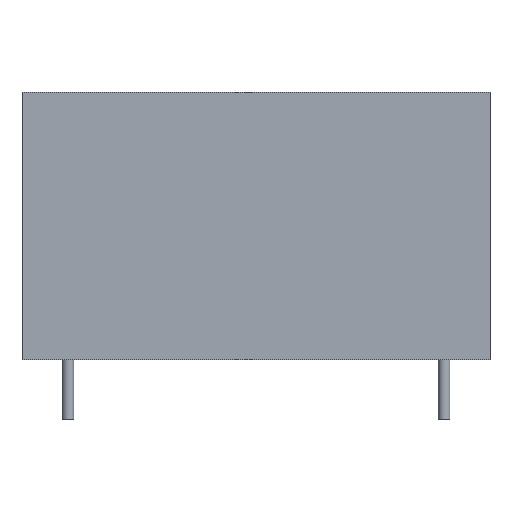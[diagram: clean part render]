
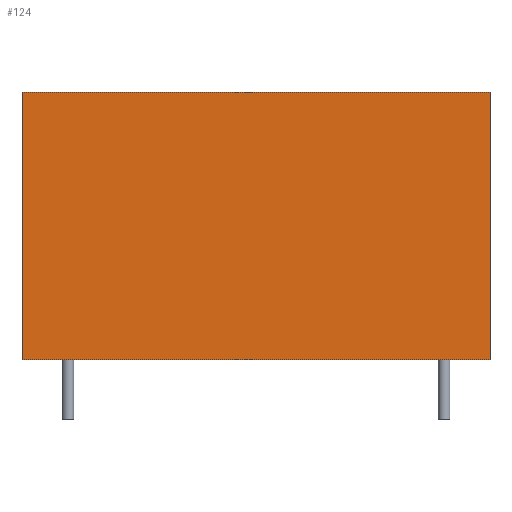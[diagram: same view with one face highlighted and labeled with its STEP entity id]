
A CAD part, front view. The second image highlights one B-rep face of the part: STEP entity #124.
In plain terms, the highlighted planar face has unit normal (0, -1, 0).
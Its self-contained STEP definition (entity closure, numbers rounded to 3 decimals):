
#13 = LINE ( 'NONE', #449, #106 ) ;
#19 = CARTESIAN_POINT ( 'NONE',  ( -14., -4., 16. ) ) ;
#60 = VERTEX_POINT ( 'NONE', #437 ) ;
#102 = ORIENTED_EDGE ( 'NONE', *, *, #364, .T. ) ;
#106 = VECTOR ( 'NONE', #153, 1000. ) ;
#110 = DIRECTION ( 'NONE',  ( 1., 0., 0. ) ) ;
#112 = FACE_OUTER_BOUND ( 'NONE', #456, .T. ) ;
#114 = LINE ( 'NONE', #254, #538 ) ;
#118 = VECTOR ( 'NONE', #110, 1000. ) ;
#124 = ADVANCED_FACE ( 'NONE', ( #112 ), #445, .F. ) ;
#144 = AXIS2_PLACEMENT_3D ( 'NONE', #19, #442, #315 ) ;
#153 = DIRECTION ( 'NONE',  ( 0., 0., -1. ) ) ;
#176 = DIRECTION ( 'NONE',  ( 0., 0., -1. ) ) ;
#214 = CARTESIAN_POINT ( 'NONE',  ( 14., -4., 16. ) ) ;
#234 = CARTESIAN_POINT ( 'NONE',  ( -14., -4., 16. ) ) ;
#235 = ORIENTED_EDGE ( 'NONE', *, *, #434, .F. ) ;
#238 = VERTEX_POINT ( 'NONE', #234 ) ;
#254 = CARTESIAN_POINT ( 'NONE',  ( 14., -4., 16. ) ) ;
#280 = CARTESIAN_POINT ( 'NONE',  ( -14., -4., 0. ) ) ;
#285 = VECTOR ( 'NONE', #341, 1000. ) ;
#315 = DIRECTION ( 'NONE',  ( 0., 0., 1. ) ) ;
#341 = DIRECTION ( 'NONE',  ( 1., 0., 0. ) ) ;
#364 = EDGE_CURVE ( 'NONE', #60, #440, #370, .T. ) ;
#370 = LINE ( 'NONE', #280, #118 ) ;
#375 = EDGE_CURVE ( 'NONE', #238, #60, #13, .T. ) ;
#384 = CARTESIAN_POINT ( 'NONE',  ( 14., -4., 0. ) ) ;
#421 = CARTESIAN_POINT ( 'NONE',  ( -14., -4., 16. ) ) ;
#427 = LINE ( 'NONE', #421, #285 ) ;
#434 = EDGE_CURVE ( 'NONE', #532, #440, #114, .T. ) ;
#437 = CARTESIAN_POINT ( 'NONE',  ( -14., -4., 0. ) ) ;
#440 = VERTEX_POINT ( 'NONE', #384 ) ;
#442 = DIRECTION ( 'NONE',  ( 0., 1., 0. ) ) ;
#445 = PLANE ( 'NONE',  #144 ) ;
#449 = CARTESIAN_POINT ( 'NONE',  ( -14., -4., 16. ) ) ;
#456 = EDGE_LOOP ( 'NONE', ( #102, #235, #485, #511 ) ) ;
#462 = EDGE_CURVE ( 'NONE', #238, #532, #427, .T. ) ;
#485 = ORIENTED_EDGE ( 'NONE', *, *, #462, .F. ) ;
#511 = ORIENTED_EDGE ( 'NONE', *, *, #375, .T. ) ;
#532 = VERTEX_POINT ( 'NONE', #214 ) ;
#538 = VECTOR ( 'NONE', #176, 1000. ) ;
